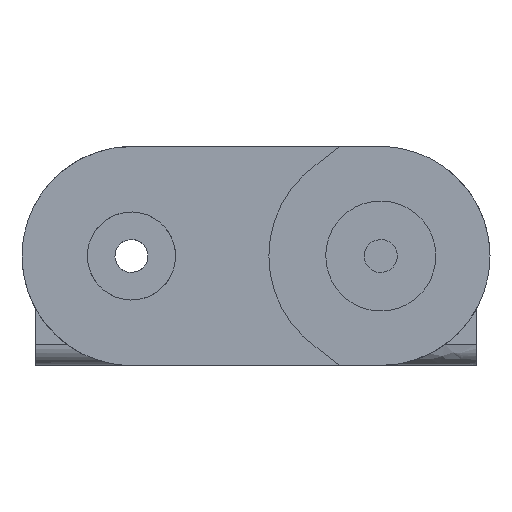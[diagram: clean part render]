
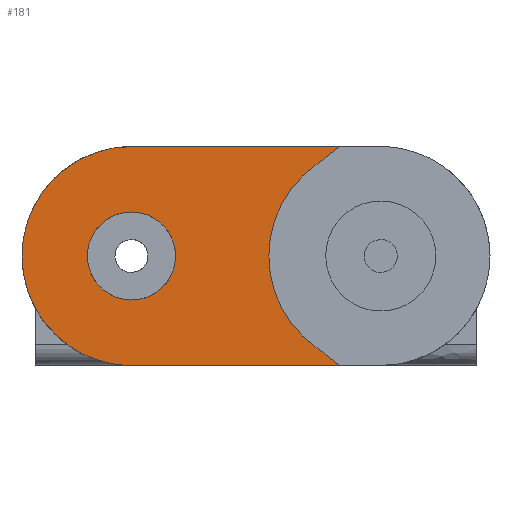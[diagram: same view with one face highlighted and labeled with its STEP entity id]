
A CAD part, front view. The second image highlights one B-rep face of the part: STEP entity #181.
In plain terms, the highlighted planar face has unit normal (0, -1, 0).
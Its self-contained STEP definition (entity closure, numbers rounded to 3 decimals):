
#67=FACE_BOUND('',#1108,.T.);
#181=ADVANCED_FACE('',(#639,#67),#7336,.T.);
#639=FACE_OUTER_BOUND('',#1107,.T.);
#1107=EDGE_LOOP('',(#1867,#1868,#1869,#1870,#1871,#1872,#1873));
#1108=EDGE_LOOP('',(#1874,#1875));
#1867=ORIENTED_EDGE('',*,*,#4197,.T.);
#1868=ORIENTED_EDGE('',*,*,#4195,.F.);
#1869=ORIENTED_EDGE('',*,*,#4218,.T.);
#1870=ORIENTED_EDGE('',*,*,#4213,.T.);
#1871=ORIENTED_EDGE('',*,*,#4219,.T.);
#1872=ORIENTED_EDGE('',*,*,#4198,.T.);
#1873=ORIENTED_EDGE('',*,*,#4229,.T.);
#1874=ORIENTED_EDGE('',*,*,#4199,.T.);
#1875=ORIENTED_EDGE('',*,*,#4292,.T.);
#4195=EDGE_CURVE('',#6613,#6614,#5340,.T.);
#4197=EDGE_CURVE('',#6615,#6614,#5999,.T.);
#4198=EDGE_CURVE('',#6618,#6619,#5342,.T.);
#4199=EDGE_CURVE('',#6621,#6620,#6000,.T.);
#4213=EDGE_CURVE('',#6616,#6617,#6013,.T.);
#4218=EDGE_CURVE('',#6613,#6616,#6018,.T.);
#4219=EDGE_CURVE('',#6617,#6618,#6019,.T.);
#4229=EDGE_CURVE('',#6619,#6615,#6025,.T.);
#4292=EDGE_CURVE('',#6620,#6621,#6036,.T.);
#5340=B_SPLINE_CURVE_WITH_KNOTS('',1,(#10182,#10183),.UNSPECIFIED.,.F.,
 .F.,(2,2),(-5.805,-2.),.UNSPECIFIED.);
#5342=B_SPLINE_CURVE_WITH_KNOTS('',1,(#10189,#10190),.UNSPECIFIED.,.F.,
 .F.,(2,2),(15.295,19.1),.UNSPECIFIED.);
#5999=(
BOUNDED_CURVE()
B_SPLINE_CURVE(2,(#10186,#10187,#10188),.UNSPECIFIED.,.F.,.F.)
B_SPLINE_CURVE_WITH_KNOTS((3,3),(0.,3.142),.UNSPECIFIED.)
CURVE()
GEOMETRIC_REPRESENTATION_ITEM()
RATIONAL_B_SPLINE_CURVE((1.,0.707,1.))
REPRESENTATION_ITEM('')
);
#6000=(
BOUNDED_CURVE()
B_SPLINE_CURVE(2,(#10191,#10192,#10193,#10194,#10195),.UNSPECIFIED.,.F.,
 .F.)
B_SPLINE_CURVE_WITH_KNOTS((3,2,3),(-2.529,-1.264,
0.),.UNSPECIFIED.)
CURVE()
GEOMETRIC_REPRESENTATION_ITEM()
RATIONAL_B_SPLINE_CURVE((1.,0.707,1.,0.707,1.))
REPRESENTATION_ITEM('')
);
#6013=(
BOUNDED_CURVE()
B_SPLINE_CURVE(2,(#10236,#10237,#10238,#10239,#10240),.UNSPECIFIED.,.F.,
 .F.)
B_SPLINE_CURVE_WITH_KNOTS((3,2,3),(27.459,29.406,31.354),
 .UNSPECIFIED.)
CURVE()
GEOMETRIC_REPRESENTATION_ITEM()
RATIONAL_B_SPLINE_CURVE((1.,0.888,1.,0.888,1.))
REPRESENTATION_ITEM('')
);
#6018=(
BOUNDED_CURVE()
B_SPLINE_CURVE(2,(#10253,#10254,#10255),.UNSPECIFIED.,.F.,.F.)
B_SPLINE_CURVE_WITH_KNOTS((3,3),(26.91,27.459),
 .UNSPECIFIED.)
CURVE()
GEOMETRIC_REPRESENTATION_ITEM()
RATIONAL_B_SPLINE_CURVE((1.,1.,1.))
REPRESENTATION_ITEM('')
);
#6019=(
BOUNDED_CURVE()
B_SPLINE_CURVE(2,(#10256,#10257,#10258),.UNSPECIFIED.,.F.,.F.)
B_SPLINE_CURVE_WITH_KNOTS((3,3),(14.175,14.724),
 .UNSPECIFIED.)
CURVE()
GEOMETRIC_REPRESENTATION_ITEM()
RATIONAL_B_SPLINE_CURVE((1.,1.,1.))
REPRESENTATION_ITEM('')
);
#6025=(
BOUNDED_CURVE()
B_SPLINE_CURVE(2,(#10280,#10281,#10282),.UNSPECIFIED.,.F.,.F.)
B_SPLINE_CURVE_WITH_KNOTS((3,3),(-3.142,0.),.UNSPECIFIED.)
CURVE()
GEOMETRIC_REPRESENTATION_ITEM()
RATIONAL_B_SPLINE_CURVE((1.,0.707,1.))
REPRESENTATION_ITEM('')
);
#6036=(
BOUNDED_CURVE()
B_SPLINE_CURVE(2,(#10422,#10423,#10424,#10425,#10426),.UNSPECIFIED.,.F.,
 .F.)
B_SPLINE_CURVE_WITH_KNOTS((3,2,3),(-5.058,-3.793,
-2.529),.UNSPECIFIED.)
CURVE()
GEOMETRIC_REPRESENTATION_ITEM()
RATIONAL_B_SPLINE_CURVE((1.,0.707,1.,0.707,1.))
REPRESENTATION_ITEM('')
);
#6613=VERTEX_POINT('',#9398);
#6614=VERTEX_POINT('',#9399);
#6615=VERTEX_POINT('',#9400);
#6616=VERTEX_POINT('',#9401);
#6617=VERTEX_POINT('',#9402);
#6618=VERTEX_POINT('',#9403);
#6619=VERTEX_POINT('',#9404);
#6620=VERTEX_POINT('',#9405);
#6621=VERTEX_POINT('',#9406);
#7336=PLANE('',#7814);
#7814=AXIS2_PLACEMENT_3D('',#8786,#8109,$);
#8109=DIRECTION('',(0.,-1.,0.));
#8786=CARTESIAN_POINT('',(-48.675,-180.923,24.12));
#9398=CARTESIAN_POINT('',(15.301,-180.923,-20.));
#9399=CARTESIAN_POINT('',(-22.75,-180.923,-20.));
#9400=CARTESIAN_POINT('',(-42.75,-180.923,0.));
#9401=CARTESIAN_POINT('',(10.959,-180.923,-16.648));
#9402=CARTESIAN_POINT('',(10.959,-180.923,16.648));
#9403=CARTESIAN_POINT('',(15.301,-180.923,20.));
#9404=CARTESIAN_POINT('',(-22.75,-180.923,20.));
#9405=CARTESIAN_POINT('',(-17.023,-180.923,-5.657));
#9406=CARTESIAN_POINT('',(-28.477,-180.923,5.657));
#10182=CARTESIAN_POINT('',(15.301,-180.923,-20.));
#10183=CARTESIAN_POINT('',(-22.75,-180.923,-20.));
#10186=CARTESIAN_POINT('',(-42.75,-180.923,0.));
#10187=CARTESIAN_POINT('',(-42.75,-180.923,-20.));
#10188=CARTESIAN_POINT('',(-22.75,-180.923,-20.));
#10189=CARTESIAN_POINT('',(15.301,-180.923,20.));
#10190=CARTESIAN_POINT('',(-22.75,-180.923,20.));
#10191=CARTESIAN_POINT('',(-28.477,-180.923,5.657));
#10192=CARTESIAN_POINT('',(-22.82,-180.923,11.384));
#10193=CARTESIAN_POINT('',(-17.093,-180.923,5.727));
#10194=CARTESIAN_POINT('',(-11.366,-180.923,0.07));
#10195=CARTESIAN_POINT('',(-17.023,-180.923,-5.657));
#10236=CARTESIAN_POINT('',(10.959,-180.923,-16.648));
#10237=CARTESIAN_POINT('',(2.35,-180.923,-10.55));
#10238=CARTESIAN_POINT('',(2.35,-180.923,0.));
#10239=CARTESIAN_POINT('',(2.35,-180.923,10.55));
#10240=CARTESIAN_POINT('',(10.959,-180.923,16.648));
#10253=CARTESIAN_POINT('',(15.301,-180.923,-20.));
#10254=CARTESIAN_POINT('',(13.13,-180.923,-18.324));
#10255=CARTESIAN_POINT('',(10.959,-180.923,-16.648));
#10256=CARTESIAN_POINT('',(10.959,-180.923,16.648));
#10257=CARTESIAN_POINT('',(13.13,-180.923,18.324));
#10258=CARTESIAN_POINT('',(15.301,-180.923,20.));
#10280=CARTESIAN_POINT('',(-22.75,-180.923,20.));
#10281=CARTESIAN_POINT('',(-42.75,-180.923,20.));
#10282=CARTESIAN_POINT('',(-42.75,-180.923,0.));
#10422=CARTESIAN_POINT('',(-17.023,-180.923,-5.657));
#10423=CARTESIAN_POINT('',(-22.68,-180.923,-11.384));
#10424=CARTESIAN_POINT('',(-28.407,-180.923,-5.727));
#10425=CARTESIAN_POINT('',(-34.134,-180.923,-0.07));
#10426=CARTESIAN_POINT('',(-28.477,-180.923,5.657));
